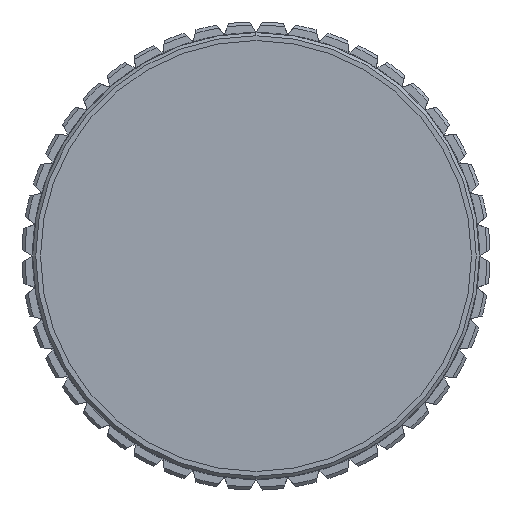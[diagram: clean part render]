
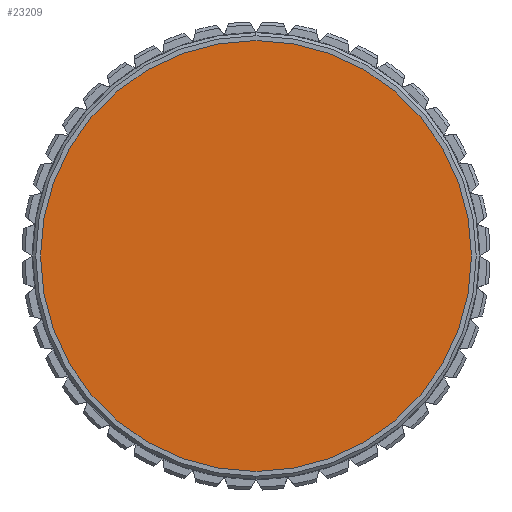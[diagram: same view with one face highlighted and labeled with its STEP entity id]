
A CAD part, left-side view. The second image highlights one B-rep face of the part: STEP entity #23209.
In plain terms, the highlighted planar face has unit normal (-1, 0, 0).
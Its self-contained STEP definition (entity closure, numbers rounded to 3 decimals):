
#1769 = CARTESIAN_POINT ( 'NONE',  ( 9., 0., -20.25 ) ) ;
#2196 = EDGE_CURVE ( 'NONE', #12109, #28441, #43016, .T. ) ;
#3103 = DIRECTION ( 'NONE',  ( -1., 0., 0. ) ) ;
#3926 = EDGE_LOOP ( 'NONE', ( #13990, #8066 ) ) ;
#4252 = DIRECTION ( 'NONE',  ( 0., 0., 1. ) ) ;
#8066 = ORIENTED_EDGE ( 'NONE', *, *, #2196, .T. ) ;
#12109 = VERTEX_POINT ( 'NONE', #30994 ) ;
#13065 = EDGE_CURVE ( 'NONE', #28441, #12109, #15544, .T. ) ;
#13990 = ORIENTED_EDGE ( 'NONE', *, *, #13065, .T. ) ;
#15544 = CIRCLE ( 'NONE', #19834, 20.25 ) ;
#18105 = DIRECTION ( 'NONE',  ( -1., 0., 0. ) ) ;
#18654 = FACE_OUTER_BOUND ( 'NONE', #3926, .T. ) ;
#19834 = AXIS2_PLACEMENT_3D ( 'NONE', #28785, #18105, #34852 ) ;
#21190 = PLANE ( 'NONE',  #33236 ) ;
#22928 = CARTESIAN_POINT ( 'NONE',  ( 9., 0., 0. ) ) ;
#23209 = ADVANCED_FACE ( 'NONE', ( #18654 ), #21190, .T. ) ;
#28441 = VERTEX_POINT ( 'NONE', #1769 ) ;
#28785 = CARTESIAN_POINT ( 'NONE',  ( 9., 0., 0. ) ) ;
#30290 = DIRECTION ( 'NONE',  ( 0., 0., -1. ) ) ;
#30994 = CARTESIAN_POINT ( 'NONE',  ( 9., 0., 20.25 ) ) ;
#32307 = AXIS2_PLACEMENT_3D ( 'NONE', #22928, #3103, #30290 ) ;
#33236 = AXIS2_PLACEMENT_3D ( 'NONE', #34369, #34805, #4252 ) ;
#34369 = CARTESIAN_POINT ( 'NONE',  ( 9., -20.781, 20.75 ) ) ;
#34805 = DIRECTION ( 'NONE',  ( -1., 0., 0. ) ) ;
#34852 = DIRECTION ( 'NONE',  ( 0., 0., -1. ) ) ;
#43016 = CIRCLE ( 'NONE', #32307, 20.25 ) ;
